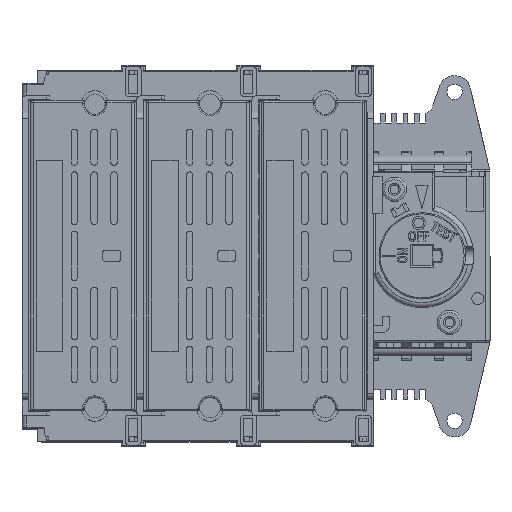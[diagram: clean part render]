
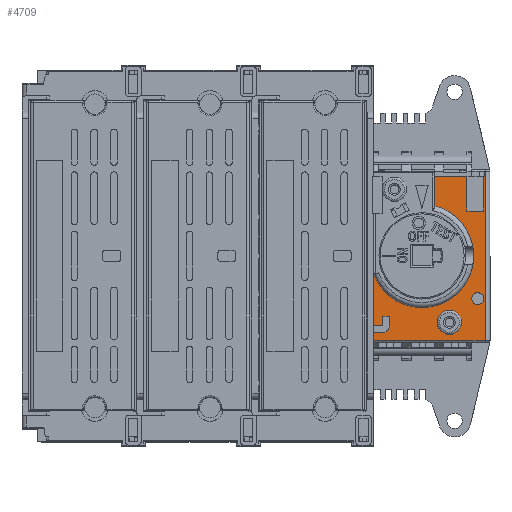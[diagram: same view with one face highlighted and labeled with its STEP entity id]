
A CAD part, top view. The second image highlights one B-rep face of the part: STEP entity #4709.
In plain terms, the highlighted planar face has unit normal (0, 0, 1).
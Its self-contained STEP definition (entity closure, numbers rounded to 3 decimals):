
#682=FACE_BOUND('',#10561,.T.);
#683=FACE_BOUND('',#10562,.T.);
#684=FACE_BOUND('',#10563,.T.);
#685=FACE_BOUND('',#10564,.T.);
#2360=PLANE('',#52294);
#4709=ADVANCED_FACE('',(#682,#683,#684,#685),#2360,.T.);
#10561=EDGE_LOOP('',(#33017,#33018,#33019,#33020,#33021,#33022,#33023,#33024,
#33025,#33026,#33027,#33028,#33029,#33030,#33031,#33032,#33033,#33034));
#10562=EDGE_LOOP('',(#33035));
#10563=EDGE_LOOP('',(#33036));
#10564=EDGE_LOOP('',(#33037,#33038,#33039,#33040));
#14647=LINE('',#76758,#20138);
#14649=LINE('',#76762,#20140);
#14652=LINE('',#76768,#20143);
#14655=LINE('',#76776,#20146);
#14817=LINE('',#77272,#20308);
#14823=LINE('',#77284,#20314);
#14825=LINE('',#77293,#20316);
#14830=LINE('',#77303,#20321);
#14852=LINE('',#77374,#20343);
#14853=LINE('',#77382,#20344);
#15008=LINE('',#77949,#20499);
#15013=LINE('',#77959,#20504);
#15015=LINE('',#77965,#20506);
#15075=LINE('',#78108,#20566);
#15155=LINE('',#78353,#20646);
#15157=LINE('',#78362,#20648);
#15642=LINE('',#79503,#21133);
#15643=LINE('',#79504,#21134);
#15798=LINE('',#79841,#21289);
#15799=LINE('',#79843,#21290);
#20138=VECTOR('',#60630,1.);
#20140=VECTOR('',#60634,1.);
#20143=VECTOR('',#60639,1.);
#20146=VECTOR('',#60646,1.);
#20308=VECTOR('',#61008,1.);
#20314=VECTOR('',#61016,1.);
#20316=VECTOR('',#61020,1.);
#20321=VECTOR('',#61029,1.);
#20343=VECTOR('',#61101,1.);
#20344=VECTOR('',#61112,1.);
#20499=VECTOR('',#61625,1.);
#20504=VECTOR('',#61634,1.);
#20506=VECTOR('',#61640,1.);
#20566=VECTOR('',#61762,1.);
#20646=VECTOR('',#61962,1.);
#20648=VECTOR('',#61972,1.);
#21133=VECTOR('',#63139,1.);
#21134=VECTOR('',#63140,1.);
#21289=VECTOR('',#63577,1.);
#21290=VECTOR('',#63578,1.);
#33017=ORIENTED_EDGE('',*,*,#46634,.T.);
#33018=ORIENTED_EDGE('',*,*,#45883,.T.);
#33019=ORIENTED_EDGE('',*,*,#45636,.T.);
#33020=ORIENTED_EDGE('',*,*,#45640,.T.);
#33021=ORIENTED_EDGE('',*,*,#45382,.T.);
#33022=ORIENTED_EDGE('',*,*,#45586,.F.);
#33023=ORIENTED_EDGE('',*,*,#45592,.T.);
#33024=ORIENTED_EDGE('',*,*,#45595,.F.);
#33025=ORIENTED_EDGE('',*,*,#45600,.T.);
#33026=ORIENTED_EDGE('',*,*,#46071,.F.);
#33027=ORIENTED_EDGE('',*,*,#45873,.T.);
#33028=ORIENTED_EDGE('',*,*,#46635,.T.);
#33029=ORIENTED_EDGE('',*,*,#45875,.T.);
#33030=ORIENTED_EDGE('',*,*,#45378,.T.);
#33031=ORIENTED_EDGE('',*,*,#45375,.T.);
#33032=ORIENTED_EDGE('',*,*,#45373,.T.);
#33033=ORIENTED_EDGE('',*,*,#45370,.T.);
#33034=ORIENTED_EDGE('',*,*,#45880,.T.);
#33035=ORIENTED_EDGE('',*,*,#45367,.T.);
#33036=ORIENTED_EDGE('',*,*,#46068,.T.);
#33037=ORIENTED_EDGE('',*,*,#45952,.T.);
#33038=ORIENTED_EDGE('',*,*,#46067,.T.);
#33039=ORIENTED_EDGE('',*,*,#46801,.T.);
#33040=ORIENTED_EDGE('',*,*,#46802,.T.);
#39466=VERTEX_POINT('',#76745);
#39469=VERTEX_POINT('',#76751);
#39470=VERTEX_POINT('',#76753);
#39472=VERTEX_POINT('',#76759);
#39473=VERTEX_POINT('',#76763);
#39475=VERTEX_POINT('',#76769);
#39477=VERTEX_POINT('',#76775);
#39478=VERTEX_POINT('',#76777);
#39628=VERTEX_POINT('',#77273);
#39632=VERTEX_POINT('',#77283);
#39634=VERTEX_POINT('',#77292);
#39637=VERTEX_POINT('',#77302);
#39658=VERTEX_POINT('',#77368);
#39661=VERTEX_POINT('',#77373);
#39785=VERTEX_POINT('',#77944);
#39786=VERTEX_POINT('',#77946);
#39787=VERTEX_POINT('',#77950);
#39790=VERTEX_POINT('',#77960);
#39791=VERTEX_POINT('',#77964);
#39839=VERTEX_POINT('',#78107);
#39840=VERTEX_POINT('',#78109);
#39921=VERTEX_POINT('',#78352);
#39922=VERTEX_POINT('',#78356);
#40249=VERTEX_POINT('',#79842);
#45367=EDGE_CURVE('',#39466,#39466,#48832,.T.);
#45370=EDGE_CURVE('',#39470,#39469,#48834,.T.);
#45373=EDGE_CURVE('',#39472,#39470,#14647,.T.);
#45375=EDGE_CURVE('',#39473,#39472,#14649,.T.);
#45378=EDGE_CURVE('',#39475,#39473,#14652,.T.);
#45382=EDGE_CURVE('',#39478,#39477,#14655,.T.);
#45586=EDGE_CURVE('',#39628,#39477,#14817,.T.);
#45592=EDGE_CURVE('',#39628,#39632,#14823,.T.);
#45595=EDGE_CURVE('',#39634,#39632,#14825,.T.);
#45600=EDGE_CURVE('',#39634,#39637,#14830,.T.);
#45636=EDGE_CURVE('',#39658,#39661,#14852,.T.);
#45640=EDGE_CURVE('',#39661,#39478,#14853,.T.);
#45873=EDGE_CURVE('',#39786,#39785,#48941,.T.);
#45875=EDGE_CURVE('',#39787,#39475,#15008,.T.);
#45880=EDGE_CURVE('',#39469,#39790,#15013,.T.);
#45883=EDGE_CURVE('',#39791,#39658,#15015,.T.);
#45952=EDGE_CURVE('',#39840,#39839,#15075,.T.);
#46067=EDGE_CURVE('',#39839,#39921,#15155,.T.);
#46068=EDGE_CURVE('',#39922,#39922,#48984,.T.);
#46071=EDGE_CURVE('',#39786,#39637,#15157,.T.);
#46634=EDGE_CURVE('',#39790,#39791,#15642,.T.);
#46635=EDGE_CURVE('',#39785,#39787,#15643,.T.);
#46801=EDGE_CURVE('',#39921,#40249,#15798,.T.);
#46802=EDGE_CURVE('',#40249,#39840,#15799,.T.);
#48832=CIRCLE('',#51391,3.7);
#48834=CIRCLE('',#51394,2.);
#48941=CIRCLE('',#51711,15.7);
#48984=CIRCLE('',#51809,1.85);
#51391=AXIS2_PLACEMENT_3D('',#76744,#60617,#60618);
#51394=AXIS2_PLACEMENT_3D('',#76752,#60624,#60625);
#51711=AXIS2_PLACEMENT_3D('',#77945,#61620,#61621);
#51809=AXIS2_PLACEMENT_3D('',#78355,#61965,#61966);
#52294=AXIS2_PLACEMENT_3D('',#79844,#63579,#63580);
#60617=DIRECTION('',(0.,0.,-1.));
#60618=DIRECTION('',(0.,1.,0.));
#60624=DIRECTION('',(0.,0.,-1.));
#60625=DIRECTION('',(-1.,0.,0.));
#60630=DIRECTION('',(0.,-1.,0.));
#60634=DIRECTION('',(1.,0.,0.));
#60639=DIRECTION('',(0.,1.,0.));
#60646=DIRECTION('',(0.,-1.,0.));
#61008=DIRECTION('',(1.,0.,0.));
#61016=DIRECTION('',(0.,1.,0.));
#61020=DIRECTION('',(1.,0.,0.));
#61029=DIRECTION('',(-1.,0.,0.));
#61101=DIRECTION('',(0.,1.,0.));
#61112=DIRECTION('',(-1.,0.,0.));
#61620=DIRECTION('',(0.,0.,-1.));
#61621=DIRECTION('',(-1.,0.,0.));
#61625=DIRECTION('',(1.,0.,0.));
#61634=DIRECTION('',(-1.,0.,0.));
#61640=DIRECTION('',(1.,0.,0.));
#61762=DIRECTION('',(-1.,0.,0.));
#61962=DIRECTION('',(0.,1.,0.));
#61965=DIRECTION('',(0.,0.,-1.));
#61966=DIRECTION('',(-1.,0.,0.));
#61972=DIRECTION('',(0.,1.,0.));
#63139=DIRECTION('',(0.,-1.,0.));
#63140=DIRECTION('',(0.,-1.,0.));
#63577=DIRECTION('',(1.,0.,0.));
#63578=DIRECTION('',(0.,-1.,0.));
#63579=DIRECTION('',(0.,0.,1.));
#63580=DIRECTION('',(-1.,0.,0.));
#76744=CARTESIAN_POINT('',(-10.51,-39.6,27.3));
#76745=CARTESIAN_POINT('',(-10.51,-35.9,27.3));
#76751=CARTESIAN_POINT('',(-30.76,-42.7,27.3));
#76752=CARTESIAN_POINT('',(-30.76,-40.7,27.3));
#76753=CARTESIAN_POINT('',(-28.76,-40.7,27.3));
#76758=CARTESIAN_POINT('',(-28.76,-37.7,27.3));
#76759=CARTESIAN_POINT('',(-28.76,-37.7,27.3));
#76762=CARTESIAN_POINT('',(-30.76,-37.7,27.3));
#76763=CARTESIAN_POINT('',(-30.76,-37.7,27.3));
#76768=CARTESIAN_POINT('',(-30.76,-40.7,27.3));
#76769=CARTESIAN_POINT('',(-30.76,-40.7,27.3));
#76775=CARTESIAN_POINT('',(0.14,4.608,27.3));
#76776=CARTESIAN_POINT('',(0.14,6.3,27.3));
#76777=CARTESIAN_POINT('',(0.14,6.3,27.3));
#77272=CARTESIAN_POINT('',(-5.16,4.608,27.3));
#77273=CARTESIAN_POINT('',(-5.16,4.608,27.3));
#77283=CARTESIAN_POINT('',(-5.16,4.8,27.3));
#77284=CARTESIAN_POINT('',(-5.16,4.608,27.3));
#77292=CARTESIAN_POINT('',(-12.26,4.805,27.3));
#77293=CARTESIAN_POINT('',(-12.26,4.8,27.3));
#77302=CARTESIAN_POINT('',(-15.06,4.808,27.3));
#77303=CARTESIAN_POINT('',(-12.26,4.808,27.3));
#77368=CARTESIAN_POINT('',(0.34,-45.1,27.3));
#77373=CARTESIAN_POINT('',(0.34,6.3,27.3));
#77374=CARTESIAN_POINT('',(0.34,6.8,27.3));
#77382=CARTESIAN_POINT('',(-3.76,6.3,27.3));
#77944=CARTESIAN_POINT('',(-33.597,-24.814,27.3));
#77945=CARTESIAN_POINT('',(-18.86,-19.4,27.3));
#77946=CARTESIAN_POINT('',(-15.06,-4.167,27.3));
#77949=CARTESIAN_POINT('',(-33.597,-40.7,27.3));
#77950=CARTESIAN_POINT('',(-33.597,-40.7,27.3));
#77959=CARTESIAN_POINT('',(-28.76,-42.7,27.3));
#77960=CARTESIAN_POINT('',(-33.597,-42.7,27.3));
#77964=CARTESIAN_POINT('',(-33.597,-45.1,27.3));
#77965=CARTESIAN_POINT('',(1.84,-45.1,27.3));
#78107=CARTESIAN_POINT('',(-5.16,-5.75,27.3));
#78108=CARTESIAN_POINT('',(1.84,-5.75,27.3));
#78109=CARTESIAN_POINT('',(-0.16,-5.75,27.3));
#78352=CARTESIAN_POINT('',(-5.16,4.6,27.3));
#78353=CARTESIAN_POINT('',(-5.16,-45.6,27.3));
#78355=CARTESIAN_POINT('',(-1.86,-32.4,27.3));
#78356=CARTESIAN_POINT('',(-3.71,-32.4,27.3));
#78362=CARTESIAN_POINT('',(-15.06,-4.167,27.3));
#79503=CARTESIAN_POINT('',(-33.597,6.8,27.3));
#79504=CARTESIAN_POINT('',(-33.597,6.8,27.3));
#79841=CARTESIAN_POINT('',(1.84,4.6,27.3));
#79842=CARTESIAN_POINT('',(-0.16,4.6,27.3));
#79843=CARTESIAN_POINT('',(-0.16,-45.6,27.3));
#79844=CARTESIAN_POINT('',(1.84,-45.6,27.3));
